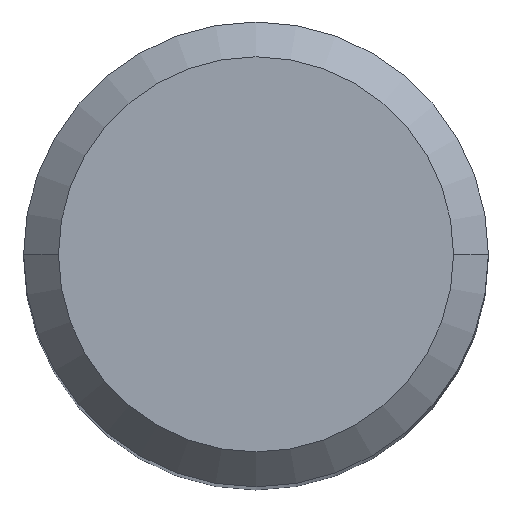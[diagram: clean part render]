
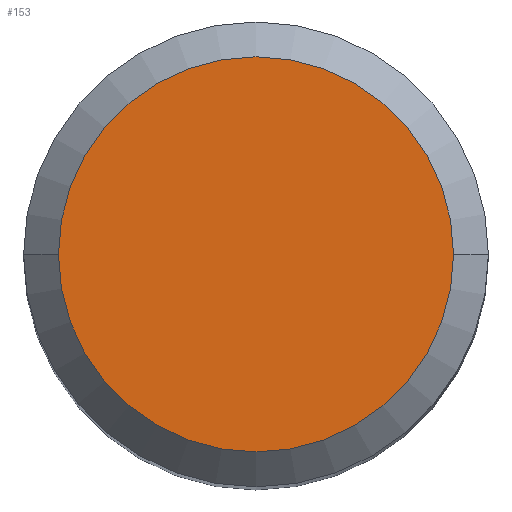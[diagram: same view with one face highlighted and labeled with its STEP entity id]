
A CAD part, top view. The second image highlights one B-rep face of the part: STEP entity #153.
In plain terms, the highlighted planar face has unit normal (0, 0, 1).
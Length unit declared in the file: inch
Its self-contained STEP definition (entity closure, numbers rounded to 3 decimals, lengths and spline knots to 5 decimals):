
#17 = DIRECTION ( 'NONE',  ( 0., 0., 1. ) ) ;
#25 = CIRCLE ( 'NONE', #351, 0.16732 ) ;
#74 = DIRECTION ( 'NONE',  ( -1., 0., 0. ) ) ;
#77 = CIRCLE ( 'NONE', #145, 0.16732 ) ;
#106 = CARTESIAN_POINT ( 'NONE',  ( 0., 0., 0. ) ) ;
#109 = CARTESIAN_POINT ( 'NONE',  ( 0., 0., 0. ) ) ;
#120 = DIRECTION ( 'NONE',  ( 0., 0., -1. ) ) ;
#128 = CARTESIAN_POINT ( 'NONE',  ( 0., 0., 0. ) ) ;
#129 = CARTESIAN_POINT ( 'NONE',  ( -0.16732, 0., 0. ) ) ;
#145 = AXIS2_PLACEMENT_3D ( 'NONE', #109, #306, #408 ) ;
#147 = VERTEX_POINT ( 'NONE', #430 ) ;
#153 = ADVANCED_FACE ( 'NONE', ( #323 ), #202, .F. ) ;
#158 = DIRECTION ( 'NONE',  ( 1., 0., 0. ) ) ;
#178 = EDGE_CURVE ( 'NONE', #147, #380, #77, .T. ) ;
#180 = AXIS2_PLACEMENT_3D ( 'NONE', #106, #120, #74 ) ;
#192 = ORIENTED_EDGE ( 'NONE', *, *, #353, .T. ) ;
#202 = PLANE ( 'NONE',  #180 ) ;
#306 = DIRECTION ( 'NONE',  ( 0., 0., 1. ) ) ;
#323 = FACE_OUTER_BOUND ( 'NONE', #343, .T. ) ;
#343 = EDGE_LOOP ( 'NONE', ( #192, #377 ) ) ;
#351 = AXIS2_PLACEMENT_3D ( 'NONE', #128, #17, #158 ) ;
#353 = EDGE_CURVE ( 'NONE', #380, #147, #25, .T. ) ;
#377 = ORIENTED_EDGE ( 'NONE', *, *, #178, .T. ) ;
#380 = VERTEX_POINT ( 'NONE', #129 ) ;
#408 = DIRECTION ( 'NONE',  ( 1., 0., 0. ) ) ;
#430 = CARTESIAN_POINT ( 'NONE',  ( 0.16732, 0., 0. ) ) ;
